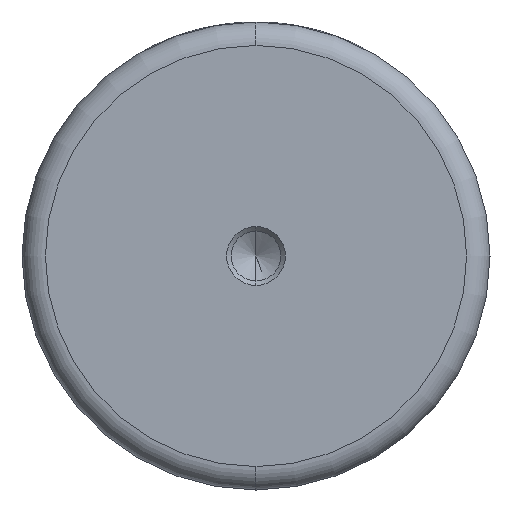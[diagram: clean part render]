
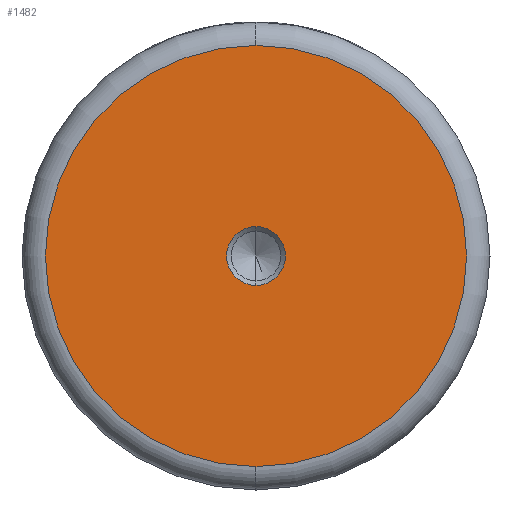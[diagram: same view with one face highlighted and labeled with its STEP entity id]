
A CAD part, left-side view. The second image highlights one B-rep face of the part: STEP entity #1482.
In plain terms, the highlighted planar face has unit normal (-1, 0, 0).
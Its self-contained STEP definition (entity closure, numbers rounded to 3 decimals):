
#49 = CARTESIAN_POINT ( 'NONE',  ( 0., 0., 0. ) ) ;
#154 = CARTESIAN_POINT ( 'NONE',  ( 0., 0., 5.025 ) ) ;
#182 = DIRECTION ( 'NONE',  ( 0., 0., 1. ) ) ;
#186 = ORIENTED_EDGE ( 'NONE', *, *, #673, .F. ) ;
#188 = EDGE_LOOP ( 'NONE', ( #186, #263 ) ) ;
#199 = CARTESIAN_POINT ( 'NONE',  ( 0., 0., 0. ) ) ;
#263 = ORIENTED_EDGE ( 'NONE', *, *, #509, .F. ) ;
#269 = FACE_OUTER_BOUND ( 'NONE', #464, .T. ) ;
#284 = ORIENTED_EDGE ( 'NONE', *, *, #982, .T. ) ;
#292 = CARTESIAN_POINT ( 'NONE',  ( 0., 0., 0. ) ) ;
#332 = CARTESIAN_POINT ( 'NONE',  ( 0., 0., 36. ) ) ;
#359 = DIRECTION ( 'NONE',  ( -1., 0., 0. ) ) ;
#399 = DIRECTION ( 'NONE',  ( -1., 0., 0. ) ) ;
#410 = DIRECTION ( 'NONE',  ( 0., 0., 1. ) ) ;
#451 = DIRECTION ( 'NONE',  ( -1., 0., 0. ) ) ;
#453 = CARTESIAN_POINT ( 'NONE',  ( 0., 0., -36. ) ) ;
#464 = EDGE_LOOP ( 'NONE', ( #993, #284 ) ) ;
#509 = EDGE_CURVE ( 'NONE', #1014, #769, #588, .T. ) ;
#537 = CIRCLE ( 'NONE', #964, 36. ) ;
#559 = FACE_BOUND ( 'NONE', #188, .T. ) ;
#588 = CIRCLE ( 'NONE', #725, 5.025 ) ;
#650 = AXIS2_PLACEMENT_3D ( 'NONE', #199, #451, #1280 ) ;
#673 = EDGE_CURVE ( 'NONE', #769, #1014, #1240, .T. ) ;
#725 = AXIS2_PLACEMENT_3D ( 'NONE', #292, #1118, #410 ) ;
#756 = EDGE_CURVE ( 'NONE', #1447, #1458, #537, .T. ) ;
#769 = VERTEX_POINT ( 'NONE', #154 ) ;
#839 = AXIS2_PLACEMENT_3D ( 'NONE', #49, #903, #182 ) ;
#903 = DIRECTION ( 'NONE',  ( -1., 0., 0. ) ) ;
#964 = AXIS2_PLACEMENT_3D ( 'NONE', #1108, #399, #1234 ) ;
#982 = EDGE_CURVE ( 'NONE', #1458, #1447, #1439, .T. ) ;
#993 = ORIENTED_EDGE ( 'NONE', *, *, #756, .T. ) ;
#1014 = VERTEX_POINT ( 'NONE', #1275 ) ;
#1067 = CARTESIAN_POINT ( 'NONE',  ( 0., 0., 0. ) ) ;
#1108 = CARTESIAN_POINT ( 'NONE',  ( 0., 0., 0. ) ) ;
#1118 = DIRECTION ( 'NONE',  ( -1., 0., 0. ) ) ;
#1155 = PLANE ( 'NONE',  #650 ) ;
#1181 = DIRECTION ( 'NONE',  ( 0., 0., 1. ) ) ;
#1234 = DIRECTION ( 'NONE',  ( 0., 0., 1. ) ) ;
#1240 = CIRCLE ( 'NONE', #1520, 5.025 ) ;
#1275 = CARTESIAN_POINT ( 'NONE',  ( 0., 0., -5.025 ) ) ;
#1280 = DIRECTION ( 'NONE',  ( 0., 0., 1. ) ) ;
#1439 = CIRCLE ( 'NONE', #839, 36. ) ;
#1447 = VERTEX_POINT ( 'NONE', #332 ) ;
#1458 = VERTEX_POINT ( 'NONE', #453 ) ;
#1482 = ADVANCED_FACE ( 'NONE', ( #559, #269 ), #1155, .T. ) ;
#1520 = AXIS2_PLACEMENT_3D ( 'NONE', #1067, #359, #1181 ) ;
